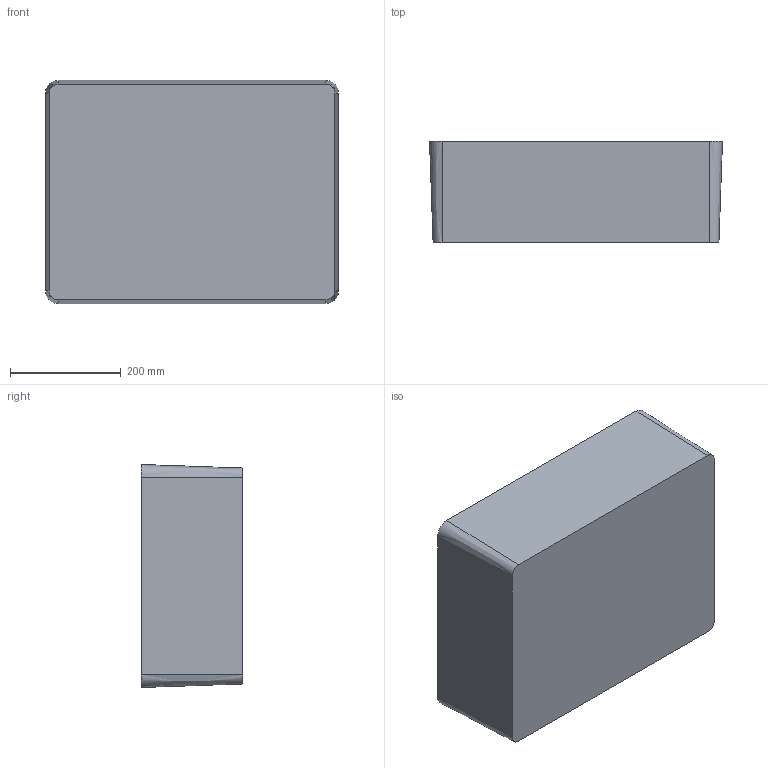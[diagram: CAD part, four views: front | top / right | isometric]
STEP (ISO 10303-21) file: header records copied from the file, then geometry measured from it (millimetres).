
FILE_DESCRIPTION (( 'STEP AP214' ), '1' );
FILE_NAME ('1561-931B-INT.STEP', '2005-07-07T20:45:16', ( ' ' ), ( ' ' ), 'SwSTEP 2.0', 'SolidWorks 2005143', '' );
FILE_SCHEMA (( 'AUTOMOTIVE_DESIGN' ));
Length unit declared in the file: inch
Products named in the file (1): 1561-931B-INT
Bounding box: 528.57 x 183.13 x 402.46 mm (x, y, z)
Volume: 3113830.5 mm3; surface area: 1031622.4 mm2
Topology: 1 solids, 1 shells, 88 faces, 208 edges, 122 vertices
Faces by surface type: cylinder 33, bspline 32, plane 21, sphere 2
Entity records: 17065 total; most frequent: CARTESIAN_POINT 15291, ORIENTED_EDGE 412, DIRECTION 302, EDGE_CURVE 206, VERTEX_POINT 122, AXIS2_PLACEMENT_3D 109, EDGE_LOOP 90, FACE_OUTER_BOUND 88
